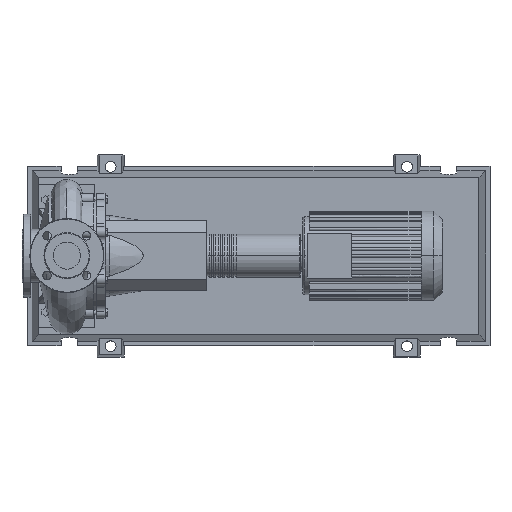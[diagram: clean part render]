
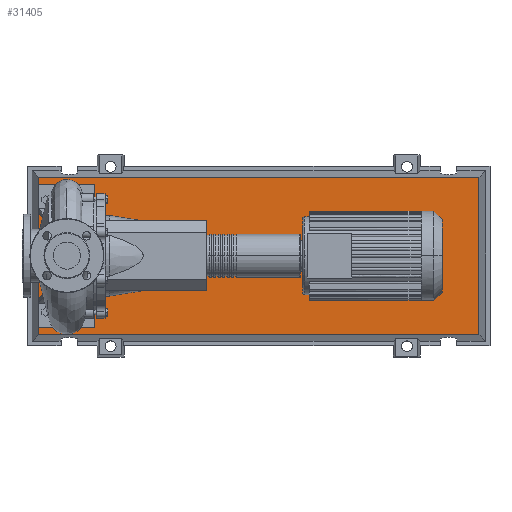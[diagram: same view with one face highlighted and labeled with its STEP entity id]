
A CAD part, top view. The second image highlights one B-rep face of the part: STEP entity #31405.
In plain terms, the highlighted planar face has unit normal (0, 0, 1).
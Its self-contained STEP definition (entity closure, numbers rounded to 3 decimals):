
#31086=CARTESIAN_POINT('',(917.971,-175.471,103.0));
#31087=VERTEX_POINT('',#31086);
#31094=CARTESIAN_POINT('',(-62.971,-175.471,103.0));
#31095=VERTEX_POINT('',#31094);
#31096=CARTESIAN_POINT('',(917.971,-175.471,103.0));
#31097=DIRECTION('',(-1.0,0.0,0.0));
#31098=VECTOR('',#31097,980.941);
#31099=LINE('',#31096,#31098);
#31100=EDGE_CURVE('',#31087,#31095,#31099,.T.);
#31318=CARTESIAN_POINT('',(917.971,175.471,103.0));
#31319=VERTEX_POINT('',#31318);
#31320=CARTESIAN_POINT('',(917.971,175.471,103.0));
#31321=DIRECTION('',(0.0,-1.0,0.0));
#31322=VECTOR('',#31321,350.941);
#31323=LINE('',#31320,#31322);
#31324=EDGE_CURVE('',#31319,#31087,#31323,.T.);
#31342=CARTESIAN_POINT('',(-62.971,175.471,103.0));
#31343=VERTEX_POINT('',#31342);
#31344=CARTESIAN_POINT('',(-62.971,-175.471,103.0));
#31345=DIRECTION('',(0.0,1.0,0.0));
#31346=VECTOR('',#31345,350.941);
#31347=LINE('',#31344,#31346);
#31348=EDGE_CURVE('',#31095,#31343,#31347,.T.);
#31381=CARTESIAN_POINT('',(-62.971,175.471,103.0));
#31382=DIRECTION('',(1.0,0.0,0.0));
#31383=VECTOR('',#31382,980.941);
#31384=LINE('',#31381,#31383);
#31385=EDGE_CURVE('',#31343,#31319,#31384,.T.);
#31394=CARTESIAN_POINT('',(427.5,0.,103.0));
#31395=DIRECTION('',(0.0,0.0,1.0));
#31396=DIRECTION('',(1.0,0.0,0.0));
#31397=AXIS2_PLACEMENT_3D('',#31394,#31395,#31396);
#31398=PLANE('',#31397);
#31399=ORIENTED_EDGE('',*,*,#31324,.F.);
#31400=ORIENTED_EDGE('',*,*,#31385,.F.);
#31401=ORIENTED_EDGE('',*,*,#31348,.F.);
#31402=ORIENTED_EDGE('',*,*,#31100,.F.);
#31403=EDGE_LOOP('',(#31399,#31400,#31401,#31402));
#31404=FACE_OUTER_BOUND('',#31403,.T.);
#31405=ADVANCED_FACE('',(#31404),#31398,.T.);
